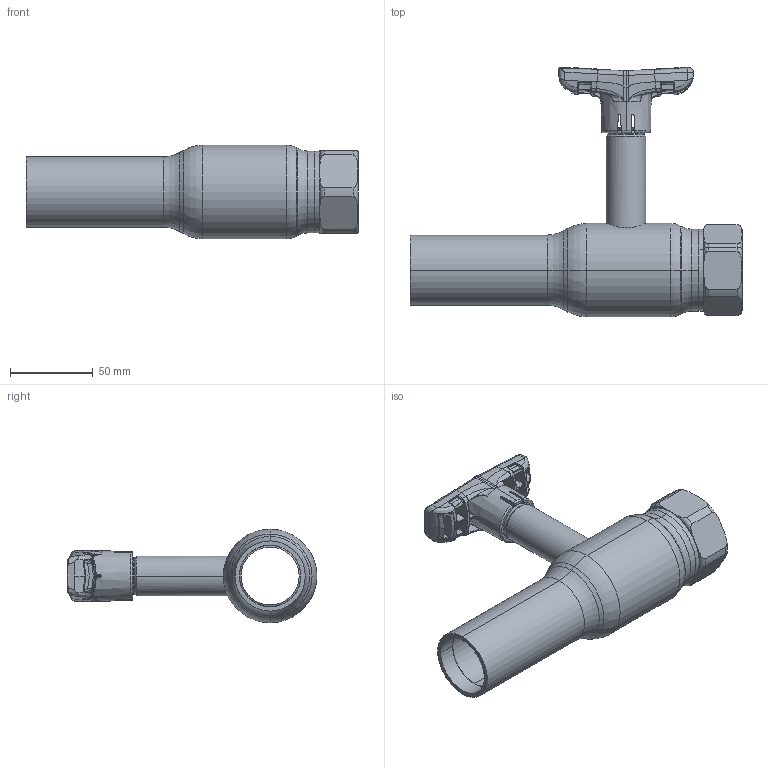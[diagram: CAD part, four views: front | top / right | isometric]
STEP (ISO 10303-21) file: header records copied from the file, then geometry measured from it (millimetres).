
FILE_DESCRIPTION (( 'STEP AP214' ), '1' );
FILE_NAME ('1032003601-2401.step', '2023-09-14T10:16:55', ( '' ), ( '' ), 'SwSTEP 2.0', 'SolidWorks 2021', '' );
FILE_SCHEMA (( 'AUTOMOTIVE_DESIGN' ));
Length unit declared in the file: millimetre
Products named in the file (1): 1032003601-2401
Bounding box: 200.5 x 150.88 x 56.5 mm (x, y, z)
Surface area: 63900.2 mm2 (no closed solid volume)
Topology: 0 solids, 5 shells, 584 faces, 1804 edges, 1145 vertices
Faces by surface type: bspline 446, plane 45, cylinder 41, torus 26, cone 20, sphere 6
Entity records: 53609 total; most frequent: CARTESIAN_POINT 35485, ORIENTED_EDGE 3035, EDGE_CURVE 1794, B_SPLINE_CURVE_WITH_KNOTS 1260, DIRECTION 1187, VERTEX_POINT 1142, EDGE_LOOP 590, UNCERTAINTY_MEASURE_WITH_UNIT 583
